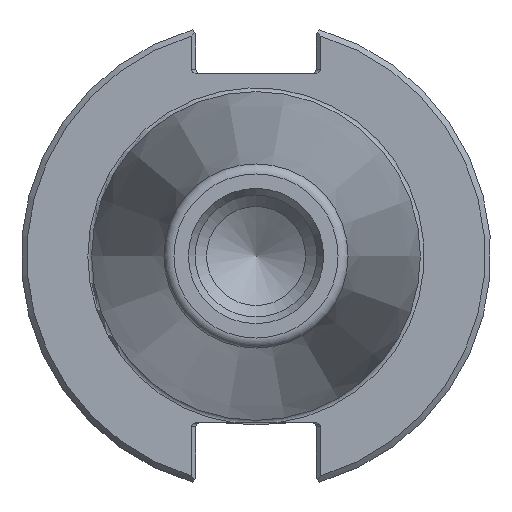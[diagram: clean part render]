
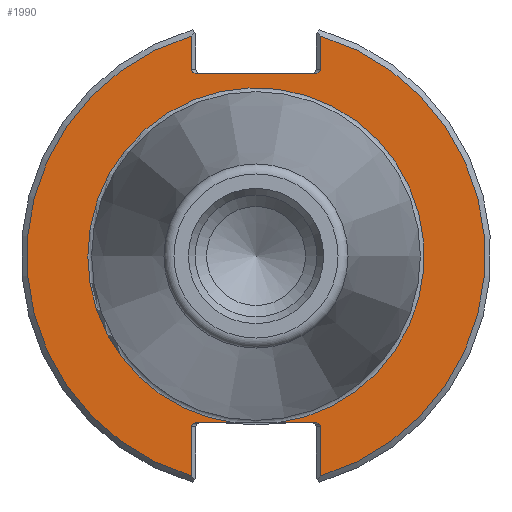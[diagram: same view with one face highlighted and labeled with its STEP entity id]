
A CAD part, left-side view. The second image highlights one B-rep face of the part: STEP entity #1990.
In plain terms, the highlighted planar face has unit normal (-1, 0, 0).
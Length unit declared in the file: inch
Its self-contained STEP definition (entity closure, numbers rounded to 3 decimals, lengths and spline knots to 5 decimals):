
#25=ELLIPSE('',#2195,0.02828,0.02);
#32=ELLIPSE('',#2211,0.02828,0.02);
#33=ELLIPSE('',#2217,0.02828,0.02);
#40=ELLIPSE('',#2233,0.02828,0.02);
#122=LINE('',#4301,#234);
#131=LINE('',#4332,#243);
#138=LINE('',#4357,#250);
#147=LINE('',#4388,#259);
#148=LINE('',#4399,#260);
#153=LINE('',#4447,#265);
#154=LINE('',#4450,#266);
#234=VECTOR('',#2573,0.3937);
#243=VECTOR('',#2606,0.3937);
#250=VECTOR('',#2633,0.3937);
#259=VECTOR('',#2666,0.3937);
#260=VECTOR('',#2681,0.3937);
#265=VECTOR('',#2716,0.3937);
#266=VECTOR('',#2721,0.3937);
#415=PLANE('',#2258);
#542=FACE_OUTER_BOUND('',#687,.T.);
#687=EDGE_LOOP('',(#1618,#1619,#1620,#1621,#1622,#1623,#1624,#1625,#1626,
#1627,#1628,#1629,#1630,#1631));
#795=CIRCLE('',#2256,0.895);
#797=CIRCLE('',#2259,1.22);
#798=CIRCLE('',#2260,1.22);
#931=VERTEX_POINT('',#4281);
#932=VERTEX_POINT('',#4283);
#937=VERTEX_POINT('',#4299);
#943=VERTEX_POINT('',#4319);
#944=VERTEX_POINT('',#4321);
#947=VERTEX_POINT('',#4331);
#948=VERTEX_POINT('',#4335);
#949=VERTEX_POINT('',#4336);
#955=VERTEX_POINT('',#4355);
#961=VERTEX_POINT('',#4375);
#962=VERTEX_POINT('',#4377);
#965=VERTEX_POINT('',#4387);
#974=VERTEX_POINT('',#4430);
#975=VERTEX_POINT('',#4431);
#1143=EDGE_CURVE('',#931,#932,#25,.T.);
#1152=EDGE_CURVE('',#937,#931,#122,.T.);
#1162=EDGE_CURVE('',#943,#944,#32,.T.);
#1167=EDGE_CURVE('',#944,#947,#131,.T.);
#1169=EDGE_CURVE('',#948,#949,#33,.T.);
#1180=EDGE_CURVE('',#955,#948,#138,.T.);
#1190=EDGE_CURVE('',#961,#962,#40,.T.);
#1195=EDGE_CURVE('',#962,#965,#147,.T.);
#1200=EDGE_CURVE('',#932,#943,#148,.T.);
#1214=EDGE_CURVE('',#974,#975,#795,.T.);
#1216=EDGE_CURVE('',#949,#974,#153,.T.);
#1217=EDGE_CURVE('',#947,#955,#797,.T.);
#1218=EDGE_CURVE('',#965,#937,#798,.T.);
#1219=EDGE_CURVE('',#975,#961,#154,.T.);
#1618=ORIENTED_EDGE('',*,*,#1214,.F.);
#1619=ORIENTED_EDGE('',*,*,#1216,.F.);
#1620=ORIENTED_EDGE('',*,*,#1169,.F.);
#1621=ORIENTED_EDGE('',*,*,#1180,.F.);
#1622=ORIENTED_EDGE('',*,*,#1217,.F.);
#1623=ORIENTED_EDGE('',*,*,#1167,.F.);
#1624=ORIENTED_EDGE('',*,*,#1162,.F.);
#1625=ORIENTED_EDGE('',*,*,#1200,.F.);
#1626=ORIENTED_EDGE('',*,*,#1143,.F.);
#1627=ORIENTED_EDGE('',*,*,#1152,.F.);
#1628=ORIENTED_EDGE('',*,*,#1218,.F.);
#1629=ORIENTED_EDGE('',*,*,#1195,.F.);
#1630=ORIENTED_EDGE('',*,*,#1190,.F.);
#1631=ORIENTED_EDGE('',*,*,#1219,.F.);
#1990=ADVANCED_FACE('',(#542),#415,.T.);
#2195=AXIS2_PLACEMENT_3D('',#4284,#2553,#2554);
#2211=AXIS2_PLACEMENT_3D('',#4322,#2595,#2596);
#2217=AXIS2_PLACEMENT_3D('',#4337,#2611,#2612);
#2233=AXIS2_PLACEMENT_3D('',#4378,#2655,#2656);
#2256=AXIS2_PLACEMENT_3D('',#4443,#2710,#2711);
#2258=AXIS2_PLACEMENT_3D('',#4446,#2714,#2715);
#2259=AXIS2_PLACEMENT_3D('',#4448,#2717,#2718);
#2260=AXIS2_PLACEMENT_3D('',#4449,#2719,#2720);
#2553=DIRECTION('center_axis',(-1.,0.,0.));
#2554=DIRECTION('ref_axis',(0.,1.,0.));
#2573=DIRECTION('',(0.,0.,-1.));
#2595=DIRECTION('center_axis',(-1.,0.,0.));
#2596=DIRECTION('ref_axis',(0.,-1.,0.));
#2606=DIRECTION('',(0.,0.,1.));
#2611=DIRECTION('center_axis',(-1.,0.,0.));
#2612=DIRECTION('ref_axis',(0.,-1.,0.));
#2633=DIRECTION('',(0.,0.,1.));
#2655=DIRECTION('center_axis',(-1.,0.,0.));
#2656=DIRECTION('ref_axis',(0.,1.,0.));
#2666=DIRECTION('',(0.,0.,-1.));
#2681=DIRECTION('',(0.,-1.,0.));
#2710=DIRECTION('center_axis',(-1.,0.,0.));
#2711=DIRECTION('ref_axis',(0.,-1.,0.));
#2714=DIRECTION('center_axis',(-1.,0.,0.));
#2715=DIRECTION('ref_axis',(0.,0.,1.));
#2716=DIRECTION('',(0.,1.,0.));
#2717=DIRECTION('center_axis',(1.,0.,0.));
#2718=DIRECTION('ref_axis',(0.,-1.,0.));
#2719=DIRECTION('center_axis',(1.,0.,0.));
#2720=DIRECTION('ref_axis',(0.,1.,0.));
#2721=DIRECTION('',(0.,1.,0.));
#4281=CARTESIAN_POINT('',(0.125,0.345,0.992));
#4283=CARTESIAN_POINT('',(0.125,0.31672,0.972));
#4284=CARTESIAN_POINT('Origin',(0.125,0.31672,0.992));
#4299=CARTESIAN_POINT('',(0.125,0.345,1.1702));
#4301=CARTESIAN_POINT('',(0.125,0.345,0.486));
#4319=CARTESIAN_POINT('',(0.125,-0.31672,0.972));
#4321=CARTESIAN_POINT('',(0.125,-0.345,0.992));
#4322=CARTESIAN_POINT('Origin',(0.125,-0.31672,0.992));
#4331=CARTESIAN_POINT('',(0.125,-0.345,1.1702));
#4332=CARTESIAN_POINT('',(0.125,-0.345,0.486));
#4335=CARTESIAN_POINT('',(0.125,-0.345,-0.908));
#4336=CARTESIAN_POINT('',(0.125,-0.31672,-0.888));
#4337=CARTESIAN_POINT('Origin',(0.125,-0.31672,-0.908));
#4355=CARTESIAN_POINT('',(0.125,-0.345,-1.1702));
#4357=CARTESIAN_POINT('',(0.125,-0.345,-0.444));
#4375=CARTESIAN_POINT('',(0.125,0.31672,-0.888));
#4377=CARTESIAN_POINT('',(0.125,0.345,-0.908));
#4378=CARTESIAN_POINT('Origin',(0.125,0.31672,-0.908));
#4387=CARTESIAN_POINT('',(0.125,0.345,-1.1702));
#4388=CARTESIAN_POINT('',(0.125,0.345,-0.444));
#4399=CARTESIAN_POINT('',(0.125,0.53125,0.972));
#4430=CARTESIAN_POINT('',(0.125,-0.11172,-0.888));
#4431=CARTESIAN_POINT('',(0.125,0.11172,-0.888));
#4443=CARTESIAN_POINT('Origin',(0.125,0.,0.));
#4446=CARTESIAN_POINT('Origin',(0.125,1.0625,0.));
#4447=CARTESIAN_POINT('',(0.125,0.53125,-0.888));
#4448=CARTESIAN_POINT('Origin',(0.125,0.,0.));
#4449=CARTESIAN_POINT('Origin',(0.125,0.,0.));
#4450=CARTESIAN_POINT('',(0.125,0.53125,-0.888));
